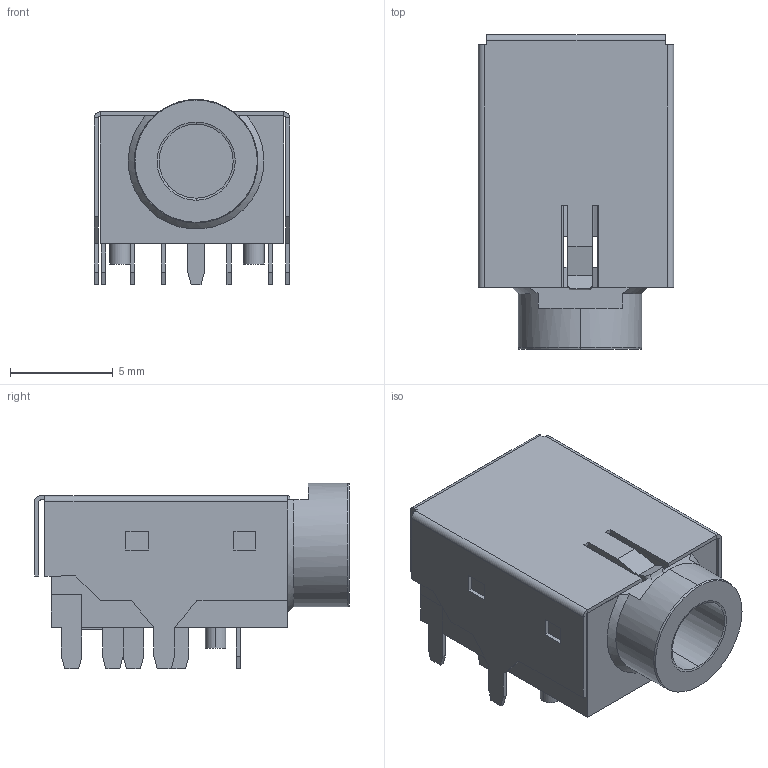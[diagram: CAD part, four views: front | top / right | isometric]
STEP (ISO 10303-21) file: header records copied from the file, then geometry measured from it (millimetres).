
FILE_DESCRIPTION (( 'STEP AP214' ), '1' );
FILE_NAME ('AUDIO-TH_PJ-3043-B.step', '2022-06-16T10:37:51', ( '' ), ( '' ), 'SwSTEP 2.0', 'SolidWorks 2020', '' );
FILE_SCHEMA (( 'AUTOMOTIVE_DESIGN' ));
Length unit declared in the file: millimetre
Products named in the file (1): AUDIO-TH_PJ-3043-B
Bounding box: 9.5 x 15.3 x 9 mm (x, y, z)
Volume: 527.6 mm3; surface area: 1344.4 mm2
Topology: 8 solids, 8 shells, 219 faces, 582 edges, 379 vertices
Faces by surface type: plane 198, cylinder 16, cone 5
Entity records: 9113 total; most frequent: CARTESIAN_POINT 1187, ORIENTED_EDGE 1164, DIRECTION 1069, EDGE_CURVE 582, LINE 531, VECTOR 531, VERTEX_POINT 379, AXIS2_PLACEMENT_3D 269
